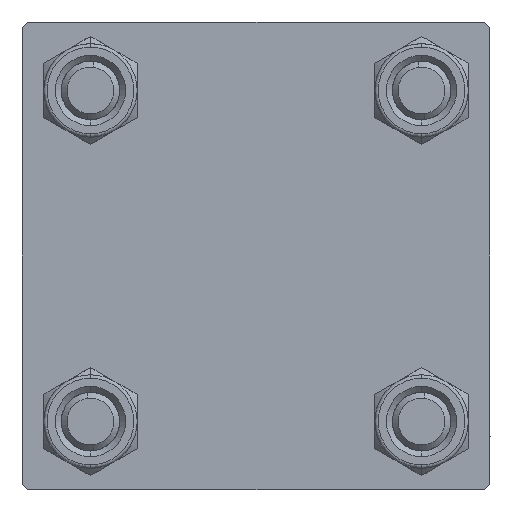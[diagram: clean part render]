
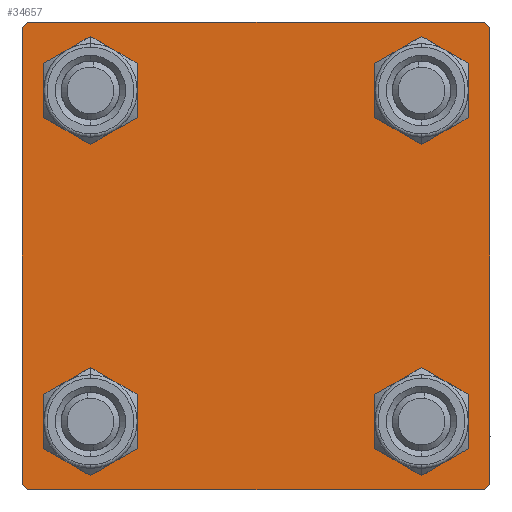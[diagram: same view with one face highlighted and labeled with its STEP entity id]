
A CAD part, left-side view. The second image highlights one B-rep face of the part: STEP entity #34657.
In plain terms, the highlighted planar face has unit normal (-1, 0, 0).
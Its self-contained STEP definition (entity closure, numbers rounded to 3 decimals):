
#723 = CIRCLE ( 'NONE', #29093, 3. ) ;
#1033 = LINE ( 'NONE', #16535, #20366 ) ;
#1347 = CARTESIAN_POINT ( 'NONE',  ( 0., -19.5, -20. ) ) ;
#1584 = CARTESIAN_POINT ( 'NONE',  ( 0., -20., 19.5 ) ) ;
#2594 = CARTESIAN_POINT ( 'NONE',  ( 0., 14.15, 14.15 ) ) ;
#2974 = EDGE_CURVE ( 'NONE', #41898, #45787, #23498, .T. ) ;
#3219 = VECTOR ( 'NONE', #37346, 1000. ) ;
#3497 = DIRECTION ( 'NONE',  ( 0., 0.707, -0.707 ) ) ;
#3679 = CARTESIAN_POINT ( 'NONE',  ( 0., 14.15, -14.15 ) ) ;
#3774 = ORIENTED_EDGE ( 'NONE', *, *, #33326, .T. ) ;
#4153 = DIRECTION ( 'NONE',  ( 0., 0., -1. ) ) ;
#4256 = ORIENTED_EDGE ( 'NONE', *, *, #42732, .T. ) ;
#5301 = FACE_OUTER_BOUND ( 'NONE', #45398, .T. ) ;
#5746 = EDGE_CURVE ( 'NONE', #38702, #39774, #24375, .T. ) ;
#5853 = EDGE_LOOP ( 'NONE', ( #19556, #30524 ) ) ;
#5903 = DIRECTION ( 'NONE',  ( 0., 0., 1. ) ) ;
#6156 = CARTESIAN_POINT ( 'NONE',  ( 0., -19.5, 20. ) ) ;
#7872 = EDGE_CURVE ( 'NONE', #20237, #19129, #1033, .T. ) ;
#8081 = CARTESIAN_POINT ( 'NONE',  ( 0., 20., 20. ) ) ;
#8393 = FACE_BOUND ( 'NONE', #5853, .T. ) ;
#8472 = CARTESIAN_POINT ( 'NONE',  ( 0., 20., 20. ) ) ;
#8976 = ORIENTED_EDGE ( 'NONE', *, *, #20990, .T. ) ;
#9296 = EDGE_CURVE ( 'NONE', #18893, #40961, #48774, .T. ) ;
#9754 = DIRECTION ( 'NONE',  ( 0., 0., 1. ) ) ;
#9941 = CARTESIAN_POINT ( 'NONE',  ( 0., -14.15, 14.15 ) ) ;
#10245 = AXIS2_PLACEMENT_3D ( 'NONE', #21451, #48117, #9754 ) ;
#11034 = CARTESIAN_POINT ( 'NONE',  ( 0., 14.15, -14.15 ) ) ;
#11449 = VERTEX_POINT ( 'NONE', #46175 ) ;
#11492 = CARTESIAN_POINT ( 'NONE',  ( 0., -20., 20. ) ) ;
#11899 = DIRECTION ( 'NONE',  ( 0., -1., 0. ) ) ;
#12936 = FACE_BOUND ( 'NONE', #34636, .T. ) ;
#12972 = EDGE_CURVE ( 'NONE', #47791, #15103, #16708, .T. ) ;
#13247 = AXIS2_PLACEMENT_3D ( 'NONE', #21141, #17598, #33072 ) ;
#13707 = VERTEX_POINT ( 'NONE', #30008 ) ;
#14167 = ORIENTED_EDGE ( 'NONE', *, *, #47586, .F. ) ;
#14195 = EDGE_CURVE ( 'NONE', #17562, #11449, #23973, .T. ) ;
#14755 = VECTOR ( 'NONE', #4153, 1000. ) ;
#14853 = CARTESIAN_POINT ( 'NONE',  ( 0., -14.15, -14.15 ) ) ;
#15103 = VERTEX_POINT ( 'NONE', #6156 ) ;
#15106 = DIRECTION ( 'NONE',  ( 0., 0., 1. ) ) ;
#15157 = CARTESIAN_POINT ( 'NONE',  ( 0., 14.15, -17.15 ) ) ;
#15173 = VERTEX_POINT ( 'NONE', #34311 ) ;
#16535 = CARTESIAN_POINT ( 'NONE',  ( 0., 20., -20. ) ) ;
#16574 = ORIENTED_EDGE ( 'NONE', *, *, #14195, .T. ) ;
#16708 = LINE ( 'NONE', #8081, #30166 ) ;
#17562 = VERTEX_POINT ( 'NONE', #34462 ) ;
#17598 = DIRECTION ( 'NONE',  ( 1., 0., 0. ) ) ;
#17853 = DIRECTION ( 'NONE',  ( 1., 0., 0. ) ) ;
#18370 = LINE ( 'NONE', #11492, #49527 ) ;
#18415 = VECTOR ( 'NONE', #3497, 1000. ) ;
#18774 = LINE ( 'NONE', #45690, #22302 ) ;
#18893 = VERTEX_POINT ( 'NONE', #26755 ) ;
#19129 = VERTEX_POINT ( 'NONE', #1347 ) ;
#19145 = VERTEX_POINT ( 'NONE', #1584 ) ;
#19262 = CARTESIAN_POINT ( 'NONE',  ( 0., 19.75, 19.75 ) ) ;
#19556 = ORIENTED_EDGE ( 'NONE', *, *, #2974, .T. ) ;
#19905 = CARTESIAN_POINT ( 'NONE',  ( 0., -14.15, -11.15 ) ) ;
#20074 = FACE_BOUND ( 'NONE', #48093, .T. ) ;
#20115 = EDGE_LOOP ( 'NONE', ( #3774, #43700 ) ) ;
#20156 = ORIENTED_EDGE ( 'NONE', *, *, #22153, .T. ) ;
#20237 = VERTEX_POINT ( 'NONE', #48023 ) ;
#20358 = LINE ( 'NONE', #31294, #34337 ) ;
#20366 = VECTOR ( 'NONE', #32022, 1000. ) ;
#20990 = EDGE_CURVE ( 'NONE', #13707, #15173, #46497, .T. ) ;
#21090 = CARTESIAN_POINT ( 'NONE',  ( 0., -20., -19.5 ) ) ;
#21141 = CARTESIAN_POINT ( 'NONE',  ( 0., -14.15, 14.15 ) ) ;
#21451 = CARTESIAN_POINT ( 'NONE',  ( 0., -14.15, -14.15 ) ) ;
#21558 = ORIENTED_EDGE ( 'NONE', *, *, #29539, .T. ) ;
#21869 = EDGE_CURVE ( 'NONE', #45787, #41898, #25429, .T. ) ;
#22153 = EDGE_CURVE ( 'NONE', #19129, #30218, #20358, .T. ) ;
#22200 = AXIS2_PLACEMENT_3D ( 'NONE', #2594, #17853, #5903 ) ;
#22302 = VECTOR ( 'NONE', #29946, 1000. ) ;
#22363 = DIRECTION ( 'NONE',  ( 0., 0., 1. ) ) ;
#22474 = AXIS2_PLACEMENT_3D ( 'NONE', #28417, #35560, #36057 ) ;
#22609 = LINE ( 'NONE', #45224, #3219 ) ;
#23336 = LINE ( 'NONE', #19262, #18415 ) ;
#23498 = CIRCLE ( 'NONE', #37237, 3. ) ;
#23642 = PLANE ( 'NONE',  #22474 ) ;
#23973 = LINE ( 'NONE', #8472, #14755 ) ;
#24375 = CIRCLE ( 'NONE', #45471, 3. ) ;
#25429 = CIRCLE ( 'NONE', #22200, 3. ) ;
#26755 = CARTESIAN_POINT ( 'NONE',  ( 0., -14.15, -17.15 ) ) ;
#26868 = AXIS2_PLACEMENT_3D ( 'NONE', #14853, #46331, #15106 ) ;
#28417 = CARTESIAN_POINT ( 'NONE',  ( 0., 0., 0. ) ) ;
#28988 = DIRECTION ( 'NONE',  ( 1., 0., 0. ) ) ;
#29093 = AXIS2_PLACEMENT_3D ( 'NONE', #3679, #30869, #39255 ) ;
#29539 = EDGE_CURVE ( 'NONE', #19145, #15103, #18774, .T. ) ;
#29946 = DIRECTION ( 'NONE',  ( 0., 0.707, 0.707 ) ) ;
#30008 = CARTESIAN_POINT ( 'NONE',  ( 0., -14.15, 17.15 ) ) ;
#30100 = DIRECTION ( 'NONE',  ( 1., 0., 0. ) ) ;
#30166 = VECTOR ( 'NONE', #11899, 1000. ) ;
#30218 = VERTEX_POINT ( 'NONE', #21090 ) ;
#30524 = ORIENTED_EDGE ( 'NONE', *, *, #21869, .T. ) ;
#30869 = DIRECTION ( 'NONE',  ( 1., 0., 0. ) ) ;
#31294 = CARTESIAN_POINT ( 'NONE',  ( 0., -19.75, -19.75 ) ) ;
#32022 = DIRECTION ( 'NONE',  ( 0., -1., 0. ) ) ;
#32162 = CIRCLE ( 'NONE', #10245, 3. ) ;
#32336 = ORIENTED_EDGE ( 'NONE', *, *, #50071, .T. ) ;
#32728 = CARTESIAN_POINT ( 'NONE',  ( 0., 14.15, 11.15 ) ) ;
#33072 = DIRECTION ( 'NONE',  ( 0., 0., 1. ) ) ;
#33326 = EDGE_CURVE ( 'NONE', #40961, #18893, #32162, .T. ) ;
#33846 = DIRECTION ( 'NONE',  ( 0., 0., -1. ) ) ;
#33864 = ORIENTED_EDGE ( 'NONE', *, *, #7872, .T. ) ;
#34311 = CARTESIAN_POINT ( 'NONE',  ( 0., -14.15, 11.15 ) ) ;
#34337 = VECTOR ( 'NONE', #35355, 1000. ) ;
#34462 = CARTESIAN_POINT ( 'NONE',  ( 0., 20., 19.5 ) ) ;
#34636 = EDGE_LOOP ( 'NONE', ( #45862, #4256 ) ) ;
#34657 = ADVANCED_FACE ( 'NONE', ( #20074, #46990, #12936, #8393, #5301 ), #23642, .T. ) ;
#35355 = DIRECTION ( 'NONE',  ( 0., -0.707, 0.707 ) ) ;
#35560 = DIRECTION ( 'NONE',  ( -1., 0., 0. ) ) ;
#36057 = DIRECTION ( 'NONE',  ( 0., 0., 1. ) ) ;
#37237 = AXIS2_PLACEMENT_3D ( 'NONE', #41666, #38607, #22363 ) ;
#37346 = DIRECTION ( 'NONE',  ( 0., -0.707, -0.707 ) ) ;
#37946 = EDGE_CURVE ( 'NONE', #47791, #17562, #23336, .T. ) ;
#38607 = DIRECTION ( 'NONE',  ( 1., 0., 0. ) ) ;
#38702 = VERTEX_POINT ( 'NONE', #46944 ) ;
#39255 = DIRECTION ( 'NONE',  ( 0., 0., 1. ) ) ;
#39774 = VERTEX_POINT ( 'NONE', #15157 ) ;
#40961 = VERTEX_POINT ( 'NONE', #19905 ) ;
#41666 = CARTESIAN_POINT ( 'NONE',  ( 0., 14.15, 14.15 ) ) ;
#41780 = DIRECTION ( 'NONE',  ( 0., 0., 1. ) ) ;
#41898 = VERTEX_POINT ( 'NONE', #46066 ) ;
#42035 = ORIENTED_EDGE ( 'NONE', *, *, #37946, .T. ) ;
#42732 = EDGE_CURVE ( 'NONE', #39774, #38702, #723, .T. ) ;
#43700 = ORIENTED_EDGE ( 'NONE', *, *, #9296, .T. ) ;
#44231 = CARTESIAN_POINT ( 'NONE',  ( 0., 19.5, 20. ) ) ;
#44486 = DIRECTION ( 'NONE',  ( 0., 0., 1. ) ) ;
#45224 = CARTESIAN_POINT ( 'NONE',  ( 0., 19.75, -19.75 ) ) ;
#45398 = EDGE_LOOP ( 'NONE', ( #16574, #46782, #33864, #20156, #14167, #21558, #47460, #42035 ) ) ;
#45471 = AXIS2_PLACEMENT_3D ( 'NONE', #11034, #30100, #41780 ) ;
#45690 = CARTESIAN_POINT ( 'NONE',  ( 0., -19.75, 19.75 ) ) ;
#45787 = VERTEX_POINT ( 'NONE', #32728 ) ;
#45862 = ORIENTED_EDGE ( 'NONE', *, *, #5746, .T. ) ;
#46066 = CARTESIAN_POINT ( 'NONE',  ( 0., 14.15, 17.15 ) ) ;
#46175 = CARTESIAN_POINT ( 'NONE',  ( 0., 20., -19.5 ) ) ;
#46331 = DIRECTION ( 'NONE',  ( 1., 0., 0. ) ) ;
#46342 = CIRCLE ( 'NONE', #49602, 3. ) ;
#46497 = CIRCLE ( 'NONE', #13247, 3. ) ;
#46782 = ORIENTED_EDGE ( 'NONE', *, *, #47032, .T. ) ;
#46944 = CARTESIAN_POINT ( 'NONE',  ( 0., 14.15, -11.15 ) ) ;
#46990 = FACE_BOUND ( 'NONE', #20115, .T. ) ;
#47032 = EDGE_CURVE ( 'NONE', #11449, #20237, #22609, .T. ) ;
#47460 = ORIENTED_EDGE ( 'NONE', *, *, #12972, .F. ) ;
#47586 = EDGE_CURVE ( 'NONE', #19145, #30218, #18370, .T. ) ;
#47791 = VERTEX_POINT ( 'NONE', #44231 ) ;
#48023 = CARTESIAN_POINT ( 'NONE',  ( 0., 19.5, -20. ) ) ;
#48093 = EDGE_LOOP ( 'NONE', ( #8976, #32336 ) ) ;
#48117 = DIRECTION ( 'NONE',  ( 1., 0., 0. ) ) ;
#48774 = CIRCLE ( 'NONE', #26868, 3. ) ;
#49527 = VECTOR ( 'NONE', #33846, 1000. ) ;
#49602 = AXIS2_PLACEMENT_3D ( 'NONE', #9941, #28988, #44486 ) ;
#50071 = EDGE_CURVE ( 'NONE', #15173, #13707, #46342, .T. ) ;
